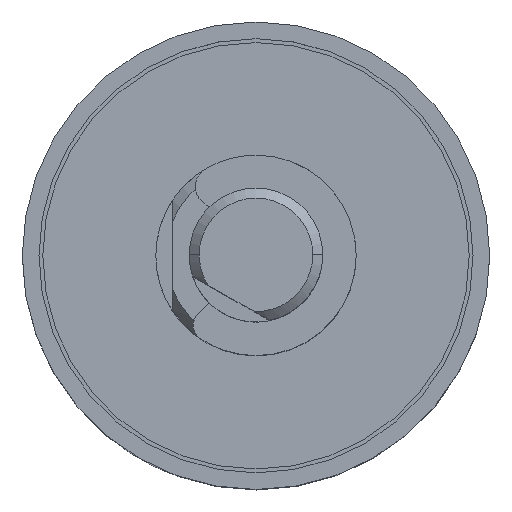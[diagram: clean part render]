
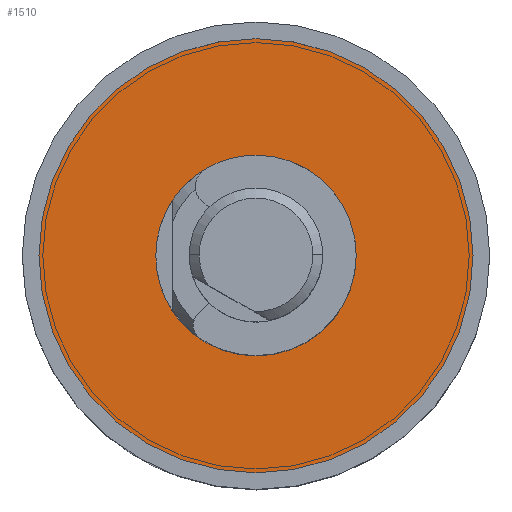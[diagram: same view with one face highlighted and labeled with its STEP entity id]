
A CAD part, top view. The second image highlights one B-rep face of the part: STEP entity #1510.
In plain terms, the highlighted planar face has unit normal (0, 0, 1).
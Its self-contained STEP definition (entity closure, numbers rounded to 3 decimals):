
#726 = DIRECTION ( 'NONE',  ( -1., 0., 0. ) ) ;
#762 = CARTESIAN_POINT ( 'NONE',  ( 0., 0., 0.5 ) ) ;
#1175 = DIRECTION ( 'NONE',  ( 1., 0., 0. ) ) ;
#1280 = CARTESIAN_POINT ( 'NONE',  ( -6.5, 0., 0.5 ) ) ;
#1340 = EDGE_CURVE ( 'NONE', #8852, #3365, #2769, .T. ) ;
#1469 = PLANE ( 'NONE',  #5332 ) ;
#1510 = ADVANCED_FACE ( 'NONE', ( #1705, #9849 ), #1469, .T. ) ;
#1664 = DIRECTION ( 'NONE',  ( 1., 0., 0. ) ) ;
#1705 = FACE_BOUND ( 'NONE', #4134, .T. ) ;
#1976 = AXIS2_PLACEMENT_3D ( 'NONE', #7375, #9843, #1664 ) ;
#1995 = CARTESIAN_POINT ( 'NONE',  ( 3., 0., 0.5 ) ) ;
#2117 = CARTESIAN_POINT ( 'NONE',  ( 0., 0., 0.5 ) ) ;
#2324 = DIRECTION ( 'NONE',  ( 0., 0., -1. ) ) ;
#2585 = EDGE_CURVE ( 'NONE', #6362, #8397, #3628, .T. ) ;
#2769 = CIRCLE ( 'NONE', #4236, 6.5 ) ;
#3000 = CIRCLE ( 'NONE', #6349, 3. ) ;
#3015 = AXIS2_PLACEMENT_3D ( 'NONE', #762, #2324, #726 ) ;
#3365 = VERTEX_POINT ( 'NONE', #6654 ) ;
#3628 = CIRCLE ( 'NONE', #3015, 3. ) ;
#3684 = EDGE_CURVE ( 'NONE', #8397, #6362, #3000, .T. ) ;
#3874 = CIRCLE ( 'NONE', #1976, 6.5 ) ;
#4134 = EDGE_LOOP ( 'NONE', ( #4182, #6105 ) ) ;
#4182 = ORIENTED_EDGE ( 'NONE', *, *, #2585, .T. ) ;
#4236 = AXIS2_PLACEMENT_3D ( 'NONE', #8516, #6134, #1175 ) ;
#4553 = EDGE_LOOP ( 'NONE', ( #5456, #8508 ) ) ;
#4956 = CARTESIAN_POINT ( 'NONE',  ( -3., 0., 0.5 ) ) ;
#5332 = AXIS2_PLACEMENT_3D ( 'NONE', #10328, #5427, #7973 ) ;
#5427 = DIRECTION ( 'NONE',  ( 0., 0., 1. ) ) ;
#5456 = ORIENTED_EDGE ( 'NONE', *, *, #5600, .T. ) ;
#5600 = EDGE_CURVE ( 'NONE', #3365, #8852, #3874, .T. ) ;
#6105 = ORIENTED_EDGE ( 'NONE', *, *, #3684, .T. ) ;
#6134 = DIRECTION ( 'NONE',  ( 0., 0., 1. ) ) ;
#6183 = DIRECTION ( 'NONE',  ( 0., 0., -1. ) ) ;
#6349 = AXIS2_PLACEMENT_3D ( 'NONE', #2117, #6183, #8708 ) ;
#6362 = VERTEX_POINT ( 'NONE', #4956 ) ;
#6654 = CARTESIAN_POINT ( 'NONE',  ( 6.5, 0., 0.5 ) ) ;
#7375 = CARTESIAN_POINT ( 'NONE',  ( 0., 0., 0.5 ) ) ;
#7973 = DIRECTION ( 'NONE',  ( 1., 0., 0. ) ) ;
#8397 = VERTEX_POINT ( 'NONE', #1995 ) ;
#8508 = ORIENTED_EDGE ( 'NONE', *, *, #1340, .T. ) ;
#8516 = CARTESIAN_POINT ( 'NONE',  ( 0., 0., 0.5 ) ) ;
#8708 = DIRECTION ( 'NONE',  ( -1., 0., 0. ) ) ;
#8852 = VERTEX_POINT ( 'NONE', #1280 ) ;
#9843 = DIRECTION ( 'NONE',  ( 0., 0., 1. ) ) ;
#9849 = FACE_OUTER_BOUND ( 'NONE', #4553, .T. ) ;
#10328 = CARTESIAN_POINT ( 'NONE',  ( 3., 0., 0.5 ) ) ;
